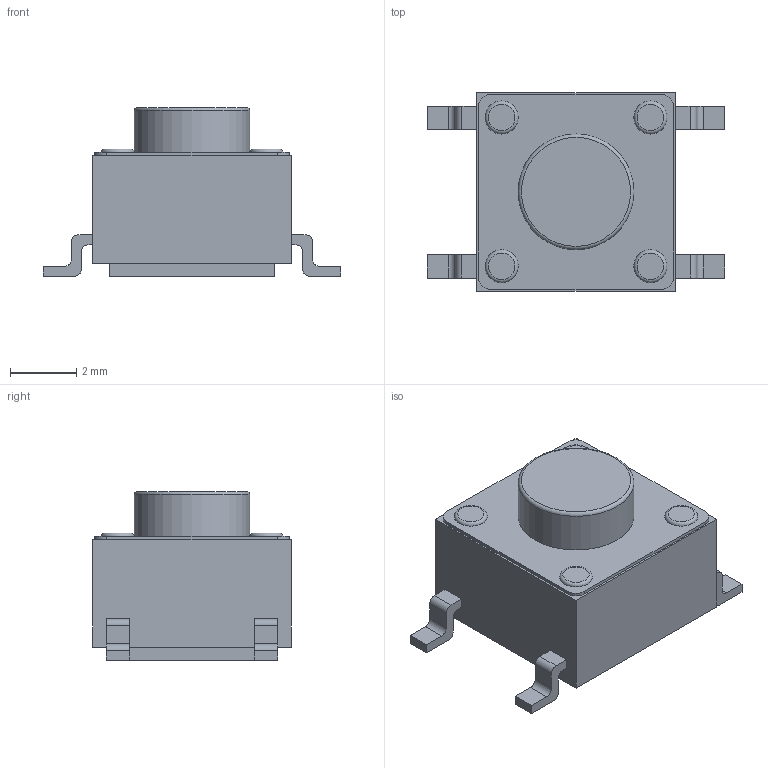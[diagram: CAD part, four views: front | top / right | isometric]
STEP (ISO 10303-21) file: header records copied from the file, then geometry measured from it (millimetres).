
FILE_DESCRIPTION(/* description */ (''),/* implementation_level */ '2;1');
FILE_NAME(/* name */ '6x6x5mm Pushbutton.step',/* time_stamp */ '2020-08-30T12:24:07+02:00',/* author */ (''),/* organization */ (''),/* preprocessor_version */ 'ST-DEVELOPER v18.1',/* originating_system */ 'Autodesk Translation Framework v9.3.0.1241',/* authorisation */ '');
FILE_SCHEMA (('AUTOMOTIVE_DESIGN { 1 0 10303 214 3 1 1 }'));
Length unit declared in the file: millimetre
Products named in the file (1): 6x6x5mm Pushbutton
Bounding box: 9 x 6 x 5.1 mm (x, y, z)
Volume: 145.8 mm3; surface area: 194 mm2
Topology: 1 solids, 1 shells, 83 faces, 209 edges, 139 vertices
Faces by surface type: plane 57, cylinder 21, torus 5
Full cylindrical faces by diameter (mm): 3.5 x1
Entity records: 2599 total; most frequent: DIRECTION 433, CARTESIAN_POINT 432, ORIENTED_EDGE 418, EDGE_CURVE 209, LINE 153, VECTOR 153, AXIS2_PLACEMENT_3D 140, VERTEX_POINT 139
